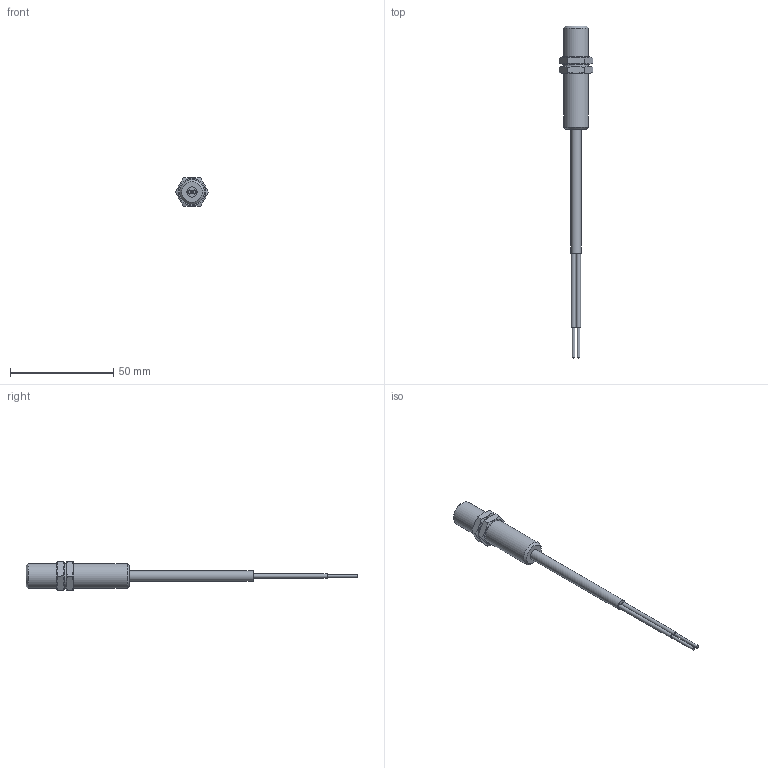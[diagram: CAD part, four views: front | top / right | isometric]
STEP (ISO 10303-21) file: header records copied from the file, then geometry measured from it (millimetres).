
FILE_DESCRIPTION(/* description */ ('Unknown'),/* implementation_level */ '2;1');
FILE_NAME(/* name */ 'SENSOR INDUTIVO M12 x 50 EMBUTIDO',/* time_stamp */ '2018-06-13T13:37:54-03:00',/* author */ ('Unknown'),/* organization */ ('Unknown'),/* preprocessor_version */ 'ST-DEVELOPER v16.7',/* originating_system */ 'DEX',/* authorisation */ $);
FILE_SCHEMA (('AUTOMOTIVE_DESIGN {1 0 10303 214 3 1 1}'));
Length unit declared in the file: millimetre
Products named in the file (1): SENSOR INDUTIVO M12 x 50 EMBUTIDO
Bounding box: 16.17 x 160.85 x 14 mm (x, y, z)
Volume: 7444.4 mm3; surface area: 3847.7 mm2
Topology: 1 solids, 1 shells, 37 faces, 73 edges, 47 vertices
Faces by surface type: plane 23, cylinder 8, cone 6
Full cylindrical faces by diameter (mm): 1.4 x2, 2 x2, 5 x1, 12 x3
Entity records: 1206 total; most frequent: CARTESIAN_POINT 238, DIRECTION 132, ORIENTED_EDGE 116, EDGE_LOOP 60, FACE_BOUND 60, AXIS2_PLACEMENT_3D 60, EDGE_CURVE 58, VERTEX_POINT 46
